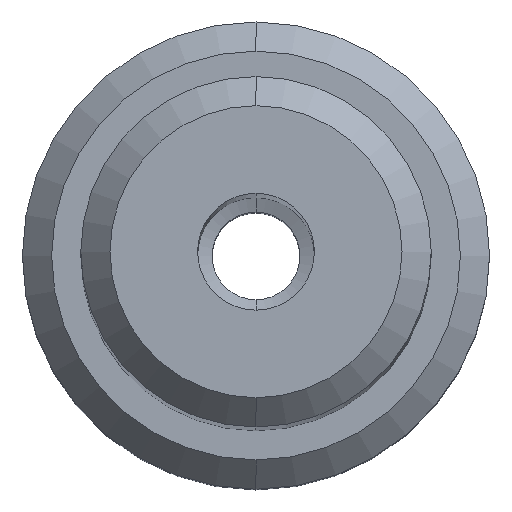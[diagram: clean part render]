
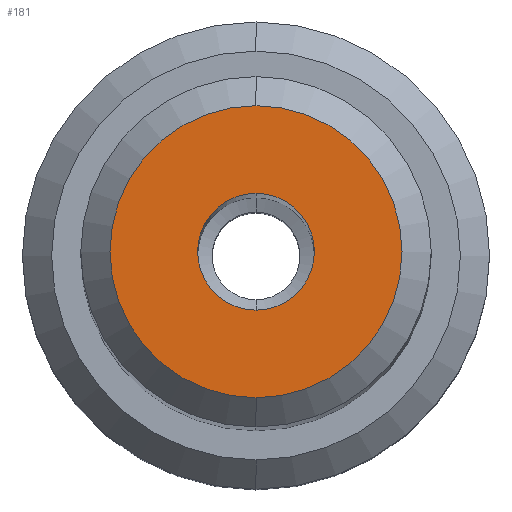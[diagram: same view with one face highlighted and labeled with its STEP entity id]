
A CAD part, top view. The second image highlights one B-rep face of the part: STEP entity #181.
In plain terms, the highlighted planar face has unit normal (0, 0, 1).
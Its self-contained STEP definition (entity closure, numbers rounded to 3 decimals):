
#135=EDGE_CURVE('NONE',#191,#255,#354,.T.);
#139=EDGE_CURVE('NONE',#155,#157,#358,.T.);
#155=VERTEX_POINT('NONE',#379);
#157=VERTEX_POINT('NONE',#381);
#177=EDGE_CURVE('NONE',#255,#191,#402,.T.);
#181=ADVANCED_FACE('NONE',(#406,#407),#408,.F.);
#191=VERTEX_POINT('NONE',#421);
#255=VERTEX_POINT('NONE',#490);
#283=EDGE_CURVE('NONE',#157,#155,#523,.T.);
#354=CIRCLE('',#599,5.);
#358=CIRCLE('',#604,2.0);
#379=CARTESIAN_POINT('',(0.,-2.0,92.0));
#381=CARTESIAN_POINT('',(0.0,2.0,92.0));
#402=CIRCLE('',#659,5.);
#406=FACE_OUTER_BOUND('',#664,.T.);
#407=FACE_BOUND('',#665,.T.);
#408=PLANE('',#666);
#421=CARTESIAN_POINT('',(0.,5.,92.0));
#490=CARTESIAN_POINT('',(0.0,-5.,92.0));
#523=CIRCLE('',#808,2.0);
#599=AXIS2_PLACEMENT_3D('',#888,#889,#890);
#604=AXIS2_PLACEMENT_3D('',#891,#892,#893);
#659=AXIS2_PLACEMENT_3D('',#962,#963,#964);
#664=EDGE_LOOP('',(#969,#970));
#665=EDGE_LOOP('',(#971,#972));
#666=AXIS2_PLACEMENT_3D('',#973,#974,#975);
#808=AXIS2_PLACEMENT_3D('',#1106,#1107,#1108);
#888=CARTESIAN_POINT('',(0.0,0.0,92.0));
#889=DIRECTION('',(-0.0,0.0,1.0));
#890=DIRECTION('',(0.0,-1.0,0.0));
#891=CARTESIAN_POINT('',(0.0,0.0,92.0));
#892=DIRECTION('',(0.0,-0.0,1.0));
#893=DIRECTION('',(0.0,1.0,0.0));
#962=CARTESIAN_POINT('',(0.0,0.0,92.0));
#963=DIRECTION('',(-0.0,0.0,1.0));
#964=DIRECTION('',(0.0,-1.0,0.0));
#969=ORIENTED_EDGE('',*,*,#177,.T.);
#970=ORIENTED_EDGE('',*,*,#135,.T.);
#971=ORIENTED_EDGE('',*,*,#283,.F.);
#972=ORIENTED_EDGE('',*,*,#139,.F.);
#973=CARTESIAN_POINT('',(-6.,0.0,92.0));
#974=DIRECTION('',(0.0,0.0,-1.0));
#975=DIRECTION('',(-1.0,0.0,0.0));
#1106=CARTESIAN_POINT('',(0.0,0.0,92.0));
#1107=DIRECTION('',(0.0,-0.0,1.0));
#1108=DIRECTION('',(0.0,1.0,0.0));
